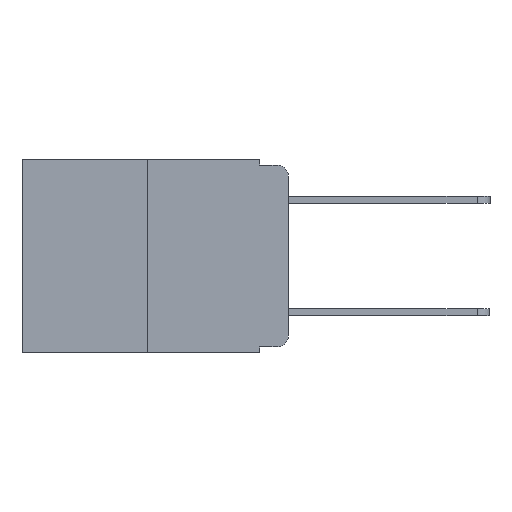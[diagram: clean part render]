
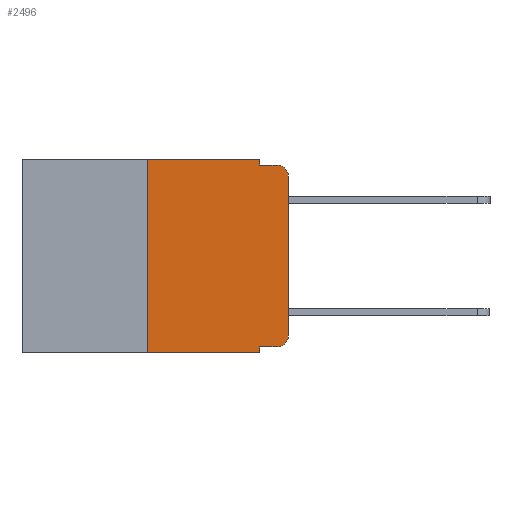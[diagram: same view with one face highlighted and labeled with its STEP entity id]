
A CAD part, left-side view. The second image highlights one B-rep face of the part: STEP entity #2496.
In plain terms, the highlighted planar face has unit normal (-1, 0, 0).
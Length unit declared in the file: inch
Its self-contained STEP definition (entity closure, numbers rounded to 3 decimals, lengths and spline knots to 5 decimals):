
#235 = LINE ( 'NONE', #2361, #6836 ) ;
#428 = CARTESIAN_POINT ( 'NONE',  ( 0., 0.051, -0.343 ) ) ;
#436 = CARTESIAN_POINT ( 'NONE',  ( 0., 0.473, 0. ) ) ;
#861 = DIRECTION ( 'NONE',  ( 0., 0., -1. ) ) ;
#949 = CIRCLE ( 'NONE', #5194, 0.02 ) ;
#1101 = EDGE_CURVE ( 'NONE', #12490, #14157, #13593, .T. ) ;
#1162 = ORIENTED_EDGE ( 'NONE', *, *, #15434, .T. ) ;
#1182 = LINE ( 'NONE', #11325, #15195 ) ;
#1194 = CARTESIAN_POINT ( 'NONE',  ( 0., 0.051, 0. ) ) ;
#1402 = DIRECTION ( 'NONE',  ( 0., 0., -1. ) ) ;
#1441 = CARTESIAN_POINT ( 'NONE',  ( 0., 0., -0.313 ) ) ;
#1588 = EDGE_CURVE ( 'NONE', #14157, #13651, #6002, .T. ) ;
#1607 = ORIENTED_EDGE ( 'NONE', *, *, #13062, .T. ) ;
#2040 = ORIENTED_EDGE ( 'NONE', *, *, #1101, .F. ) ;
#2361 = CARTESIAN_POINT ( 'NONE',  ( 0., 0.25, 0. ) ) ;
#2383 = VERTEX_POINT ( 'NONE', #1441 ) ;
#2496 = ADVANCED_FACE ( 'NONE', ( #11362 ), #3881, .F. ) ;
#3103 = CARTESIAN_POINT ( 'NONE',  ( 0., 0.051, -0.01 ) ) ;
#3203 = CARTESIAN_POINT ( 'NONE',  ( 0., 0.25, 0. ) ) ;
#3412 = VERTEX_POINT ( 'NONE', #9079 ) ;
#3528 = CARTESIAN_POINT ( 'NONE',  ( 0., 0.051, -0.333 ) ) ;
#3634 = VERTEX_POINT ( 'NONE', #5015 ) ;
#3841 = CARTESIAN_POINT ( 'NONE',  ( 0., 0.051, -0.333 ) ) ;
#3874 = LINE ( 'NONE', #8996, #17119 ) ;
#3881 = PLANE ( 'NONE',  #15629 ) ;
#3891 = EDGE_CURVE ( 'NONE', #15409, #12490, #235, .T. ) ;
#3970 = CARTESIAN_POINT ( 'NONE',  ( 0., 0.02, -0.03 ) ) ;
#3991 = DIRECTION ( 'NONE',  ( -1., 0., 0. ) ) ;
#4362 = ORIENTED_EDGE ( 'NONE', *, *, #14679, .F. ) ;
#5015 = CARTESIAN_POINT ( 'NONE',  ( 0., 0.02, -0.333 ) ) ;
#5194 = AXIS2_PLACEMENT_3D ( 'NONE', #12134, #3991, #13462 ) ;
#5358 = DIRECTION ( 'NONE',  ( 0., 0., -1. ) ) ;
#5441 = ORIENTED_EDGE ( 'NONE', *, *, #11531, .T. ) ;
#5957 = CARTESIAN_POINT ( 'NONE',  ( 0., 0.051, -0.01 ) ) ;
#6002 = LINE ( 'NONE', #15600, #9179 ) ;
#6219 = ORIENTED_EDGE ( 'NONE', *, *, #6313, .F. ) ;
#6222 = VECTOR ( 'NONE', #861, 39.37008 ) ;
#6313 = EDGE_CURVE ( 'NONE', #13651, #3412, #8069, .T. ) ;
#6370 = ORIENTED_EDGE ( 'NONE', *, *, #13315, .T. ) ;
#6515 = CARTESIAN_POINT ( 'NONE',  ( 0., 0., -0.03 ) ) ;
#6836 = VECTOR ( 'NONE', #11721, 39.37008 ) ;
#7115 = ORIENTED_EDGE ( 'NONE', *, *, #3891, .F. ) ;
#7301 = ORIENTED_EDGE ( 'NONE', *, *, #9950, .T. ) ;
#7310 = DIRECTION ( 'NONE',  ( 0., -1., 0. ) ) ;
#8069 = LINE ( 'NONE', #5957, #14693 ) ;
#8078 = CARTESIAN_POINT ( 'NONE',  ( 0., 0.473, 0. ) ) ;
#8996 = CARTESIAN_POINT ( 'NONE',  ( 0., 0., 0. ) ) ;
#9079 = CARTESIAN_POINT ( 'NONE',  ( 0., 0.02, -0.01 ) ) ;
#9179 = VECTOR ( 'NONE', #1402, 39.37008 ) ;
#9354 = AXIS2_PLACEMENT_3D ( 'NONE', #3970, #13445, #5358 ) ;
#9424 = DIRECTION ( 'NONE',  ( 0., 0., -1. ) ) ;
#9667 = ORIENTED_EDGE ( 'NONE', *, *, #1588, .F. ) ;
#9836 = LINE ( 'NONE', #16970, #6222 ) ;
#9950 = EDGE_CURVE ( 'NONE', #12706, #3412, #16290, .T. ) ;
#10360 = DIRECTION ( 'NONE',  ( 0., 0., 1. ) ) ;
#10465 = VECTOR ( 'NONE', #16610, 39.37008 ) ;
#11325 = CARTESIAN_POINT ( 'NONE',  ( 0., 0.473, -0.343 ) ) ;
#11362 = FACE_OUTER_BOUND ( 'NONE', #13952, .T. ) ;
#11416 = VERTEX_POINT ( 'NONE', #3528 ) ;
#11531 = EDGE_CURVE ( 'NONE', #11416, #3634, #16230, .T. ) ;
#11721 = DIRECTION ( 'NONE',  ( 0., 0., 1. ) ) ;
#12134 = CARTESIAN_POINT ( 'NONE',  ( 0., 0.02, -0.313 ) ) ;
#12457 = VECTOR ( 'NONE', #17082, 39.37008 ) ;
#12490 = VERTEX_POINT ( 'NONE', #3203 ) ;
#12706 = VERTEX_POINT ( 'NONE', #6515 ) ;
#13003 = CARTESIAN_POINT ( 'NONE',  ( 0., 0.25, -0.343 ) ) ;
#13062 = EDGE_CURVE ( 'NONE', #15409, #17105, #1182, .T. ) ;
#13315 = EDGE_CURVE ( 'NONE', #3634, #2383, #949, .T. ) ;
#13445 = DIRECTION ( 'NONE',  ( -1., 0., 0. ) ) ;
#13462 = DIRECTION ( 'NONE',  ( 0., 0., -1. ) ) ;
#13593 = LINE ( 'NONE', #436, #10465 ) ;
#13651 = VERTEX_POINT ( 'NONE', #3103 ) ;
#13952 = EDGE_LOOP ( 'NONE', ( #1162, #7301, #6219, #9667, #2040, #7115, #1607, #4362, #5441, #6370 ) ) ;
#14157 = VERTEX_POINT ( 'NONE', #1194 ) ;
#14679 = EDGE_CURVE ( 'NONE', #11416, #17105, #9836, .T. ) ;
#14693 = VECTOR ( 'NONE', #7310, 39.37008 ) ;
#15195 = VECTOR ( 'NONE', #16463, 39.37008 ) ;
#15409 = VERTEX_POINT ( 'NONE', #13003 ) ;
#15434 = EDGE_CURVE ( 'NONE', #2383, #12706, #3874, .T. ) ;
#15600 = CARTESIAN_POINT ( 'NONE',  ( 0., 0.051, 0. ) ) ;
#15629 = AXIS2_PLACEMENT_3D ( 'NONE', #8078, #15960, #9424 ) ;
#15960 = DIRECTION ( 'NONE',  ( 1., 0., 0. ) ) ;
#16230 = LINE ( 'NONE', #3841, #12457 ) ;
#16290 = CIRCLE ( 'NONE', #9354, 0.02 ) ;
#16463 = DIRECTION ( 'NONE',  ( 0., -1., 0. ) ) ;
#16610 = DIRECTION ( 'NONE',  ( 0., -1., 0. ) ) ;
#16970 = CARTESIAN_POINT ( 'NONE',  ( 0., 0.051, 0. ) ) ;
#17082 = DIRECTION ( 'NONE',  ( 0., -1., 0. ) ) ;
#17105 = VERTEX_POINT ( 'NONE', #428 ) ;
#17119 = VECTOR ( 'NONE', #10360, 39.37008 ) ;
